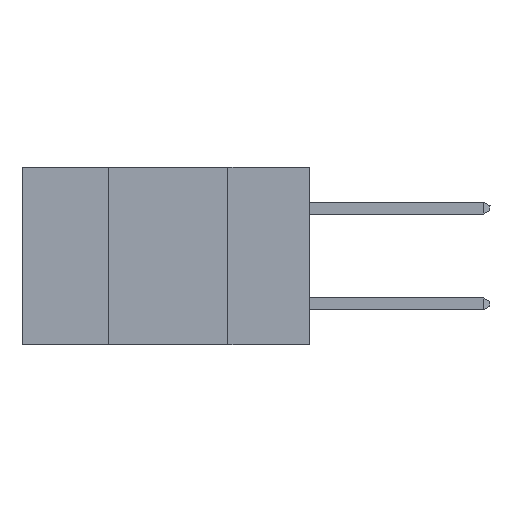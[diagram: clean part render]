
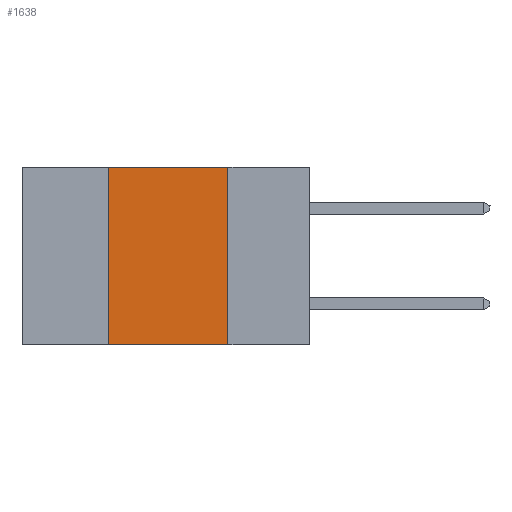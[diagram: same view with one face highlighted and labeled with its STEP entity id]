
A CAD part, left-side view. The second image highlights one B-rep face of the part: STEP entity #1638.
In plain terms, the highlighted planar face has unit normal (-1, 0, 0).
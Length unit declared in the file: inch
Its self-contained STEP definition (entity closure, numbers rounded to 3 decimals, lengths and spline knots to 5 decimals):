
#250 = ORIENTED_EDGE ( 'NONE', *, *, #8152, .F. ) ;
#549 = VERTEX_POINT ( 'NONE', #12925 ) ;
#662 = VECTOR ( 'NONE', #2543, 39.37008 ) ;
#706 = CARTESIAN_POINT ( 'NONE',  ( 0., 0.6, 0. ) ) ;
#1142 = LINE ( 'NONE', #12323, #7852 ) ;
#1638 = ADVANCED_FACE ( 'NONE', ( #3273 ), #2084, .F. ) ;
#1864 = CARTESIAN_POINT ( 'NONE',  ( 0., 0.17, 0. ) ) ;
#2084 = PLANE ( 'NONE',  #5816 ) ;
#2277 = CARTESIAN_POINT ( 'NONE',  ( 0., 0.42, 0. ) ) ;
#2543 = DIRECTION ( 'NONE',  ( 0., -1., 0. ) ) ;
#2859 = DIRECTION ( 'NONE',  ( 0., 0., 1. ) ) ;
#2973 = VERTEX_POINT ( 'NONE', #7853 ) ;
#3049 = VERTEX_POINT ( 'NONE', #1864 ) ;
#3180 = DIRECTION ( 'NONE',  ( 0., -1., 0. ) ) ;
#3273 = FACE_OUTER_BOUND ( 'NONE', #6592, .T. ) ;
#4823 = EDGE_CURVE ( 'NONE', #3049, #2973, #1142, .T. ) ;
#5123 = DIRECTION ( 'NONE',  ( 1., 0., 0. ) ) ;
#5756 = LINE ( 'NONE', #10631, #11714 ) ;
#5805 = CARTESIAN_POINT ( 'NONE',  ( 0., 0.42, 0. ) ) ;
#5816 = AXIS2_PLACEMENT_3D ( 'NONE', #706, #5123, #6912 ) ;
#6592 = EDGE_LOOP ( 'NONE', ( #9705, #10703, #250, #10454 ) ) ;
#6912 = DIRECTION ( 'NONE',  ( 0., 0., -1. ) ) ;
#7852 = VECTOR ( 'NONE', #9457, 39.37008 ) ;
#7853 = CARTESIAN_POINT ( 'NONE',  ( 0., 0.17, -0.37 ) ) ;
#8152 = EDGE_CURVE ( 'NONE', #549, #8207, #9951, .T. ) ;
#8207 = VERTEX_POINT ( 'NONE', #2277 ) ;
#8519 = CARTESIAN_POINT ( 'NONE',  ( 0., 0.6, -0.37 ) ) ;
#8831 = LINE ( 'NONE', #8519, #662 ) ;
#9377 = EDGE_CURVE ( 'NONE', #549, #2973, #8831, .T. ) ;
#9457 = DIRECTION ( 'NONE',  ( 0., 0., -1. ) ) ;
#9705 = ORIENTED_EDGE ( 'NONE', *, *, #4823, .F. ) ;
#9951 = LINE ( 'NONE', #5805, #11334 ) ;
#10454 = ORIENTED_EDGE ( 'NONE', *, *, #9377, .T. ) ;
#10631 = CARTESIAN_POINT ( 'NONE',  ( 0., 0.6, 0. ) ) ;
#10703 = ORIENTED_EDGE ( 'NONE', *, *, #11208, .F. ) ;
#11208 = EDGE_CURVE ( 'NONE', #8207, #3049, #5756, .T. ) ;
#11334 = VECTOR ( 'NONE', #2859, 39.37008 ) ;
#11714 = VECTOR ( 'NONE', #3180, 39.37008 ) ;
#12323 = CARTESIAN_POINT ( 'NONE',  ( 0., 0.17, 0. ) ) ;
#12925 = CARTESIAN_POINT ( 'NONE',  ( 0., 0.42, -0.37 ) ) ;
